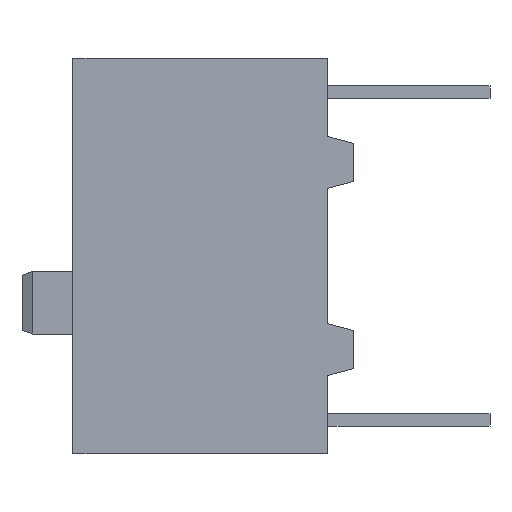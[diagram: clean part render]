
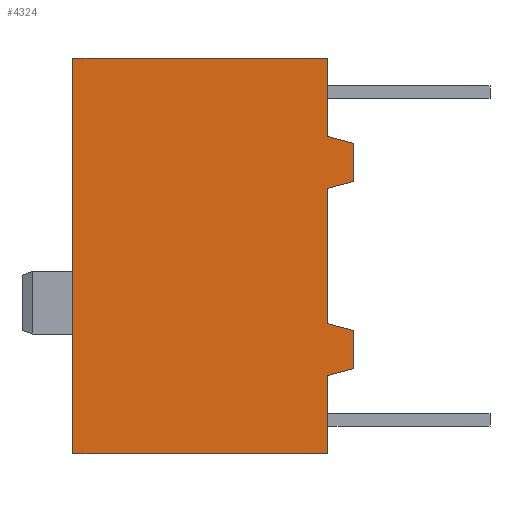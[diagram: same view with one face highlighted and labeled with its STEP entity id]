
A CAD part, left-side view. The second image highlights one B-rep face of the part: STEP entity #4324.
In plain terms, the highlighted planar face has unit normal (-1, 0, 0).
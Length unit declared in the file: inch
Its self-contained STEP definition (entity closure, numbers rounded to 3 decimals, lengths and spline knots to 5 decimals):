
#177=DIRECTION('',(0.,0.,1.));
#178=VECTOR('',#177,0.075);
#179=CARTESIAN_POINT('',(0.,0.,-0.075));
#180=LINE('',#179,#178);
#225=DIRECTION('',(0.,0.,1.));
#226=VECTOR('',#225,0.075);
#227=CARTESIAN_POINT('',(0.,0.,-0.38));
#228=LINE('',#227,#226);
#241=DIRECTION('',(0.,0.,1.));
#242=VECTOR('',#241,0.13);
#243=CARTESIAN_POINT('',(0.,0.,-0.255));
#244=LINE('',#243,#242);
#917=DIRECTION('',(0.,-0.966,-0.259));
#918=VECTOR('',#917,0.02588);
#919=CARTESIAN_POINT('',(0.,0.,-0.255));
#920=LINE('',#919,#918);
#921=DIRECTION('',(0.,0.,-1.));
#922=VECTOR('',#921,0.0366);
#923=CARTESIAN_POINT('',(0.,-0.025,-0.2617));
#924=LINE('',#923,#922);
#925=DIRECTION('',(0.,0.966,-0.259));
#926=VECTOR('',#925,0.02588);
#927=CARTESIAN_POINT('',(0.,-0.025,-0.2983));
#928=LINE('',#927,#926);
#929=DIRECTION('',(0.,1.,0.));
#930=VECTOR('',#929,0.245);
#931=CARTESIAN_POINT('',(0.,0.,-0.38));
#932=LINE('',#931,#930);
#933=DIRECTION('',(0.,-0.966,-0.259));
#934=VECTOR('',#933,0.02588);
#935=CARTESIAN_POINT('',(0.,0.,-0.075));
#936=LINE('',#935,#934);
#937=DIRECTION('',(0.,0.,-1.));
#938=VECTOR('',#937,0.0366);
#939=CARTESIAN_POINT('',(0.,-0.025,-0.0817));
#940=LINE('',#939,#938);
#941=DIRECTION('',(0.,0.966,-0.259));
#942=VECTOR('',#941,0.02588);
#943=CARTESIAN_POINT('',(0.,-0.025,-0.1183));
#944=LINE('',#943,#942);
#1025=DIRECTION('',(0.,1.,0.));
#1026=VECTOR('',#1025,0.245);
#1027=CARTESIAN_POINT('',(0.,0.,0.));
#1028=LINE('',#1027,#1026);
#1145=DIRECTION('',(0.,0.,1.));
#1146=VECTOR('',#1145,0.38);
#1147=CARTESIAN_POINT('',(0.,0.245,-0.38));
#1148=LINE('',#1147,#1146);
#2289=CARTESIAN_POINT('',(0.,0.,0.));
#2291=VERTEX_POINT('',#2289);
#2294=CARTESIAN_POINT('',(0.,0.,-0.38));
#2296=VERTEX_POINT('',#2294);
#2297=CARTESIAN_POINT('',(0.,0.245,0.));
#2299=VERTEX_POINT('',#2297);
#2303=CARTESIAN_POINT('',(0.,0.245,-0.38));
#2304=VERTEX_POINT('',#2303);
#2337=CARTESIAN_POINT('',(0.,-0.025,-0.0817));
#2338=CARTESIAN_POINT('',(0.,-0.025,-0.1183));
#2339=VERTEX_POINT('',#2337);
#2340=VERTEX_POINT('',#2338);
#2341=CARTESIAN_POINT('',(0.,-0.025,-0.2617));
#2342=CARTESIAN_POINT('',(0.,-0.025,-0.2983));
#2343=VERTEX_POINT('',#2341);
#2344=VERTEX_POINT('',#2342);
#2361=CARTESIAN_POINT('',(0.,0.,-0.075));
#2362=VERTEX_POINT('',#2361);
#2363=CARTESIAN_POINT('',(0.,0.,-0.125));
#2364=VERTEX_POINT('',#2363);
#2365=CARTESIAN_POINT('',(0.,0.,-0.255));
#2366=VERTEX_POINT('',#2365);
#2367=CARTESIAN_POINT('',(0.,0.,-0.305));
#2368=VERTEX_POINT('',#2367);
#4297=CARTESIAN_POINT('',(0.,0.,-0.38));
#4298=DIRECTION('',(-1.,0.,0.));
#4299=DIRECTION('',(0.,0.,1.));
#4300=AXIS2_PLACEMENT_3D('',#4297,#4298,#4299);
#4301=PLANE('',#4300);
#4302=ORIENTED_EDGE('',*,*,#3050,.F.);
#4304=ORIENTED_EDGE('',*,*,#4303,.T.);
#4306=ORIENTED_EDGE('',*,*,#4305,.T.);
#4308=ORIENTED_EDGE('',*,*,#4307,.T.);
#4309=ORIENTED_EDGE('',*,*,#3042,.F.);
#4311=ORIENTED_EDGE('',*,*,#4310,.T.);
#4313=ORIENTED_EDGE('',*,*,#4312,.T.);
#4315=ORIENTED_EDGE('',*,*,#4314,.F.);
#4316=ORIENTED_EDGE('',*,*,#3018,.F.);
#4318=ORIENTED_EDGE('',*,*,#4317,.T.);
#4320=ORIENTED_EDGE('',*,*,#4319,.T.);
#4321=ORIENTED_EDGE('',*,*,#4289,.T.);
#4322=EDGE_LOOP('',(#4302,#4304,#4306,#4308,#4309,#4311,#4313,#4315,#4316,#4318,
#4320,#4321));
#4323=FACE_OUTER_BOUND('',#4322,.F.);
#4324=ADVANCED_FACE('',(#4323),#4301,.T.);
#3018=EDGE_CURVE('',#2362,#2291,#180,.T.);
#3042=EDGE_CURVE('',#2296,#2368,#228,.T.);
#3050=EDGE_CURVE('',#2366,#2364,#244,.T.);
#4289=EDGE_CURVE('',#2340,#2364,#944,.T.);
#4303=EDGE_CURVE('',#2366,#2343,#920,.T.);
#4305=EDGE_CURVE('',#2343,#2344,#924,.T.);
#4307=EDGE_CURVE('',#2344,#2368,#928,.T.);
#4310=EDGE_CURVE('',#2296,#2304,#932,.T.);
#4312=EDGE_CURVE('',#2304,#2299,#1148,.T.);
#4314=EDGE_CURVE('',#2291,#2299,#1028,.T.);
#4317=EDGE_CURVE('',#2362,#2339,#936,.T.);
#4319=EDGE_CURVE('',#2339,#2340,#940,.T.);
